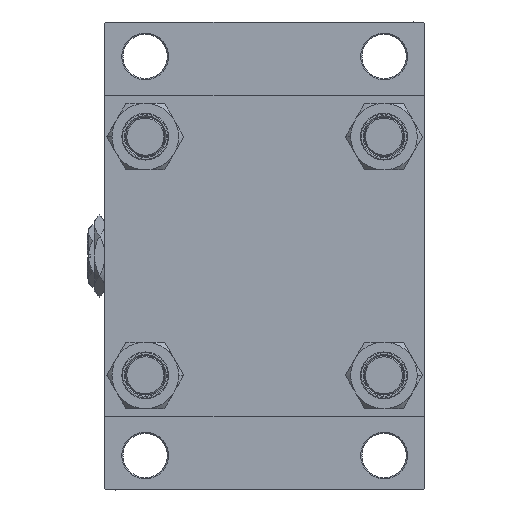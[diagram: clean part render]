
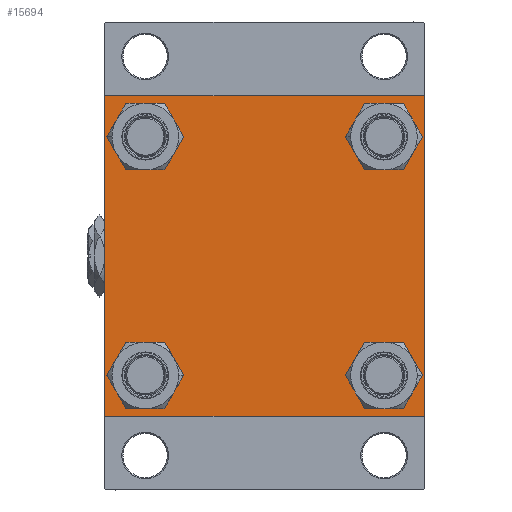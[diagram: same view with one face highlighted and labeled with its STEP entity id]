
A CAD part, left-side view. The second image highlights one B-rep face of the part: STEP entity #15694.
In plain terms, the highlighted planar face has unit normal (-1, 0, 0).
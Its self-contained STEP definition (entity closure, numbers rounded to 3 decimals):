
#24 = CARTESIAN_POINT ( 'NONE',  ( 0., 65., 65. ) ) ;
#46 = ORIENTED_EDGE ( 'NONE', *, *, #44354, .F. ) ;
#147 = DIRECTION ( 'NONE',  ( 1., 0., 0. ) ) ;
#170 = LINE ( 'NONE', #34915, #21220 ) ;
#860 = LINE ( 'NONE', #22255, #50448 ) ;
#957 = AXIS2_PLACEMENT_3D ( 'NONE', #41707, #30491, #22596 ) ;
#1268 = CARTESIAN_POINT ( 'NONE',  ( 0., -65., -64.5 ) ) ;
#1828 = CIRCLE ( 'NONE', #5122, 8.5 ) ;
#1887 = DIRECTION ( 'NONE',  ( 1., 0., 0. ) ) ;
#1997 = CIRCLE ( 'NONE', #15886, 8.5 ) ;
#2011 = DIRECTION ( 'NONE',  ( 0., 0., -1. ) ) ;
#2254 = LINE ( 'NONE', #13487, #19456 ) ;
#2729 = CARTESIAN_POINT ( 'NONE',  ( 0., 48.45, -56.95 ) ) ;
#2832 = DIRECTION ( 'NONE',  ( 0., -0.707, 0.707 ) ) ;
#2894 = CARTESIAN_POINT ( 'NONE',  ( 0., 65., 64.5 ) ) ;
#3025 = DIRECTION ( 'NONE',  ( 0., 0., 1. ) ) ;
#3275 = DIRECTION ( 'NONE',  ( 0., 0.707, -0.707 ) ) ;
#3351 = ORIENTED_EDGE ( 'NONE', *, *, #21859, .T. ) ;
#3487 = EDGE_CURVE ( 'NONE', #48017, #17159, #29746, .T. ) ;
#4089 = DIRECTION ( 'NONE',  ( 1., 0., 0. ) ) ;
#4383 = LINE ( 'NONE', #32477, #32717 ) ;
#5122 = AXIS2_PLACEMENT_3D ( 'NONE', #22697, #10167, #3025 ) ;
#5316 = DIRECTION ( 'NONE',  ( 0., 0., 1. ) ) ;
#5563 = FACE_OUTER_BOUND ( 'NONE', #34889, .T. ) ;
#5809 = FACE_BOUND ( 'NONE', #37256, .T. ) ;
#5971 = CARTESIAN_POINT ( 'NONE',  ( 0., 48.45, 48.45 ) ) ;
#6178 = EDGE_LOOP ( 'NONE', ( #22970, #13608 ) ) ;
#6420 = VERTEX_POINT ( 'NONE', #10952 ) ;
#6701 = CIRCLE ( 'NONE', #24621, 8.5 ) ;
#7261 = ORIENTED_EDGE ( 'NONE', *, *, #3487, .T. ) ;
#7700 = DIRECTION ( 'NONE',  ( 0., 0., 1. ) ) ;
#7924 = AXIS2_PLACEMENT_3D ( 'NONE', #41916, #42668, #7700 ) ;
#8451 = ORIENTED_EDGE ( 'NONE', *, *, #12876, .T. ) ;
#9018 = VERTEX_POINT ( 'NONE', #2729 ) ;
#9648 = FACE_BOUND ( 'NONE', #6178, .T. ) ;
#9891 = FACE_BOUND ( 'NONE', #25558, .T. ) ;
#10167 = DIRECTION ( 'NONE',  ( 1., 0., 0. ) ) ;
#10330 = DIRECTION ( 'NONE',  ( 0., -1., 0. ) ) ;
#10492 = EDGE_CURVE ( 'NONE', #23883, #31089, #50340, .T. ) ;
#10737 = AXIS2_PLACEMENT_3D ( 'NONE', #5971, #1887, #17730 ) ;
#10930 = CARTESIAN_POINT ( 'NONE',  ( 0., 64.75, 64.75 ) ) ;
#10952 = CARTESIAN_POINT ( 'NONE',  ( 0., 64.5, -65. ) ) ;
#11193 = LINE ( 'NONE', #10930, #20618 ) ;
#12053 = ORIENTED_EDGE ( 'NONE', *, *, #12346, .T. ) ;
#12055 = EDGE_CURVE ( 'NONE', #31468, #33340, #27639, .T. ) ;
#12346 = EDGE_CURVE ( 'NONE', #6420, #46224, #2254, .T. ) ;
#12472 = VERTEX_POINT ( 'NONE', #14501 ) ;
#12801 = CARTESIAN_POINT ( 'NONE',  ( 0., 65., 65. ) ) ;
#12876 = EDGE_CURVE ( 'NONE', #46224, #28296, #860, .T. ) ;
#13487 = CARTESIAN_POINT ( 'NONE',  ( 0., 65., -65. ) ) ;
#13608 = ORIENTED_EDGE ( 'NONE', *, *, #10492, .T. ) ;
#13748 = CARTESIAN_POINT ( 'NONE',  ( 0., 48.45, -39.95 ) ) ;
#14015 = CIRCLE ( 'NONE', #10737, 8.5 ) ;
#14501 = CARTESIAN_POINT ( 'NONE',  ( 0., 64.5, 65. ) ) ;
#15502 = DIRECTION ( 'NONE',  ( 0., -0.707, -0.707 ) ) ;
#15694 = ADVANCED_FACE ( 'NONE', ( #9648, #9891, #17554, #5809, #5563 ), #16806, .T. ) ;
#15822 = VERTEX_POINT ( 'NONE', #27998 ) ;
#15886 = AXIS2_PLACEMENT_3D ( 'NONE', #31017, #35092, #27183 ) ;
#16806 = PLANE ( 'NONE',  #37410 ) ;
#16883 = CARTESIAN_POINT ( 'NONE',  ( 0., -48.45, -39.95 ) ) ;
#17024 = CARTESIAN_POINT ( 'NONE',  ( 0., -64.5, -65. ) ) ;
#17112 = ORIENTED_EDGE ( 'NONE', *, *, #12055, .T. ) ;
#17159 = VERTEX_POINT ( 'NONE', #16883 ) ;
#17252 = CIRCLE ( 'NONE', #957, 8.5 ) ;
#17299 = CARTESIAN_POINT ( 'NONE',  ( 0., 0., 0. ) ) ;
#17554 = FACE_BOUND ( 'NONE', #43267, .T. ) ;
#17730 = DIRECTION ( 'NONE',  ( 0., 0., 1. ) ) ;
#17747 = CARTESIAN_POINT ( 'NONE',  ( 0., 48.45, 56.95 ) ) ;
#18038 = CARTESIAN_POINT ( 'NONE',  ( 0., 48.45, 39.95 ) ) ;
#18171 = CARTESIAN_POINT ( 'NONE',  ( 0., -48.45, 56.95 ) ) ;
#19166 = DIRECTION ( 'NONE',  ( 0., 0., 1. ) ) ;
#19424 = CARTESIAN_POINT ( 'NONE',  ( 0., -48.45, 48.45 ) ) ;
#19456 = VECTOR ( 'NONE', #24991, 1000. ) ;
#20379 = EDGE_CURVE ( 'NONE', #33340, #6420, #170, .T. ) ;
#20618 = VECTOR ( 'NONE', #3275, 1000. ) ;
#21220 = VECTOR ( 'NONE', #15502, 1000. ) ;
#21859 = EDGE_CURVE ( 'NONE', #28651, #15822, #4383, .T. ) ;
#22255 = CARTESIAN_POINT ( 'NONE',  ( 0., -64.75, -64.75 ) ) ;
#22404 = DIRECTION ( 'NONE',  ( 0., 0., 1. ) ) ;
#22596 = DIRECTION ( 'NONE',  ( 0., 0., 1. ) ) ;
#22697 = CARTESIAN_POINT ( 'NONE',  ( 0., 48.45, -48.45 ) ) ;
#22970 = ORIENTED_EDGE ( 'NONE', *, *, #33025, .T. ) ;
#23219 = CIRCLE ( 'NONE', #45992, 8.5 ) ;
#23883 = VERTEX_POINT ( 'NONE', #38081 ) ;
#24205 = EDGE_CURVE ( 'NONE', #17159, #48017, #6701, .T. ) ;
#24298 = DIRECTION ( 'NONE',  ( 0., 0., -1. ) ) ;
#24621 = AXIS2_PLACEMENT_3D ( 'NONE', #49752, #147, #31806 ) ;
#24976 = DIRECTION ( 'NONE',  ( -1., 0., 0. ) ) ;
#24991 = DIRECTION ( 'NONE',  ( 0., -1., 0. ) ) ;
#25558 = EDGE_LOOP ( 'NONE', ( #32258, #7261 ) ) ;
#25892 = EDGE_CURVE ( 'NONE', #12472, #31468, #11193, .T. ) ;
#27183 = DIRECTION ( 'NONE',  ( 0., 0., 1. ) ) ;
#27392 = EDGE_CURVE ( 'NONE', #30507, #48341, #14015, .T. ) ;
#27580 = EDGE_CURVE ( 'NONE', #48341, #30507, #17252, .T. ) ;
#27639 = LINE ( 'NONE', #12801, #43881 ) ;
#27998 = CARTESIAN_POINT ( 'NONE',  ( 0., -64.5, 65. ) ) ;
#28296 = VERTEX_POINT ( 'NONE', #1268 ) ;
#28495 = ORIENTED_EDGE ( 'NONE', *, *, #46706, .F. ) ;
#28651 = VERTEX_POINT ( 'NONE', #30467 ) ;
#28886 = VECTOR ( 'NONE', #10330, 1000. ) ;
#29417 = EDGE_CURVE ( 'NONE', #9018, #29432, #1828, .T. ) ;
#29432 = VERTEX_POINT ( 'NONE', #13748 ) ;
#29746 = CIRCLE ( 'NONE', #42758, 8.5 ) ;
#30064 = CARTESIAN_POINT ( 'NONE',  ( 0., -48.45, -48.45 ) ) ;
#30467 = CARTESIAN_POINT ( 'NONE',  ( 0., -65., 64.5 ) ) ;
#30491 = DIRECTION ( 'NONE',  ( 1., 0., 0. ) ) ;
#30507 = VERTEX_POINT ( 'NONE', #18038 ) ;
#31017 = CARTESIAN_POINT ( 'NONE',  ( 0., 48.45, -48.45 ) ) ;
#31089 = VERTEX_POINT ( 'NONE', #18171 ) ;
#31179 = ORIENTED_EDGE ( 'NONE', *, *, #27392, .T. ) ;
#31287 = ORIENTED_EDGE ( 'NONE', *, *, #20379, .T. ) ;
#31468 = VERTEX_POINT ( 'NONE', #2894 ) ;
#31806 = DIRECTION ( 'NONE',  ( 0., 0., 1. ) ) ;
#32258 = ORIENTED_EDGE ( 'NONE', *, *, #24205, .T. ) ;
#32477 = CARTESIAN_POINT ( 'NONE',  ( 0., -64.75, 64.75 ) ) ;
#32717 = VECTOR ( 'NONE', #48015, 1000. ) ;
#33025 = EDGE_CURVE ( 'NONE', #31089, #23883, #23219, .T. ) ;
#33340 = VERTEX_POINT ( 'NONE', #49486 ) ;
#34889 = EDGE_LOOP ( 'NONE', ( #17112, #31287, #12053, #8451, #28495, #3351, #46, #44029 ) ) ;
#34915 = CARTESIAN_POINT ( 'NONE',  ( 0., 64.75, -64.75 ) ) ;
#35092 = DIRECTION ( 'NONE',  ( 1., 0., 0. ) ) ;
#35480 = VECTOR ( 'NONE', #2011, 1000. ) ;
#35808 = CARTESIAN_POINT ( 'NONE',  ( 0., -65., 65. ) ) ;
#36447 = ORIENTED_EDGE ( 'NONE', *, *, #27580, .T. ) ;
#37256 = EDGE_LOOP ( 'NONE', ( #36447, #31179 ) ) ;
#37410 = AXIS2_PLACEMENT_3D ( 'NONE', #17299, #24976, #5316 ) ;
#37816 = ORIENTED_EDGE ( 'NONE', *, *, #29417, .T. ) ;
#38081 = CARTESIAN_POINT ( 'NONE',  ( 0., -48.45, 39.95 ) ) ;
#38210 = DIRECTION ( 'NONE',  ( 1., 0., 0. ) ) ;
#39324 = CARTESIAN_POINT ( 'NONE',  ( 0., -48.45, -56.95 ) ) ;
#41399 = ORIENTED_EDGE ( 'NONE', *, *, #48958, .T. ) ;
#41707 = CARTESIAN_POINT ( 'NONE',  ( 0., 48.45, 48.45 ) ) ;
#41916 = CARTESIAN_POINT ( 'NONE',  ( 0., -48.45, 48.45 ) ) ;
#42668 = DIRECTION ( 'NONE',  ( 1., 0., 0. ) ) ;
#42758 = AXIS2_PLACEMENT_3D ( 'NONE', #30064, #38210, #22404 ) ;
#43267 = EDGE_LOOP ( 'NONE', ( #41399, #37816 ) ) ;
#43881 = VECTOR ( 'NONE', #24298, 1000. ) ;
#44029 = ORIENTED_EDGE ( 'NONE', *, *, #25892, .T. ) ;
#44354 = EDGE_CURVE ( 'NONE', #12472, #15822, #45024, .T. ) ;
#45024 = LINE ( 'NONE', #24, #28886 ) ;
#45992 = AXIS2_PLACEMENT_3D ( 'NONE', #19424, #4089, #19166 ) ;
#46224 = VERTEX_POINT ( 'NONE', #17024 ) ;
#46706 = EDGE_CURVE ( 'NONE', #28651, #28296, #47506, .T. ) ;
#47506 = LINE ( 'NONE', #35808, #35480 ) ;
#48015 = DIRECTION ( 'NONE',  ( 0., 0.707, 0.707 ) ) ;
#48017 = VERTEX_POINT ( 'NONE', #39324 ) ;
#48341 = VERTEX_POINT ( 'NONE', #17747 ) ;
#48958 = EDGE_CURVE ( 'NONE', #29432, #9018, #1997, .T. ) ;
#49486 = CARTESIAN_POINT ( 'NONE',  ( 0., 65., -64.5 ) ) ;
#49752 = CARTESIAN_POINT ( 'NONE',  ( 0., -48.45, -48.45 ) ) ;
#50340 = CIRCLE ( 'NONE', #7924, 8.5 ) ;
#50448 = VECTOR ( 'NONE', #2832, 1000. ) ;
